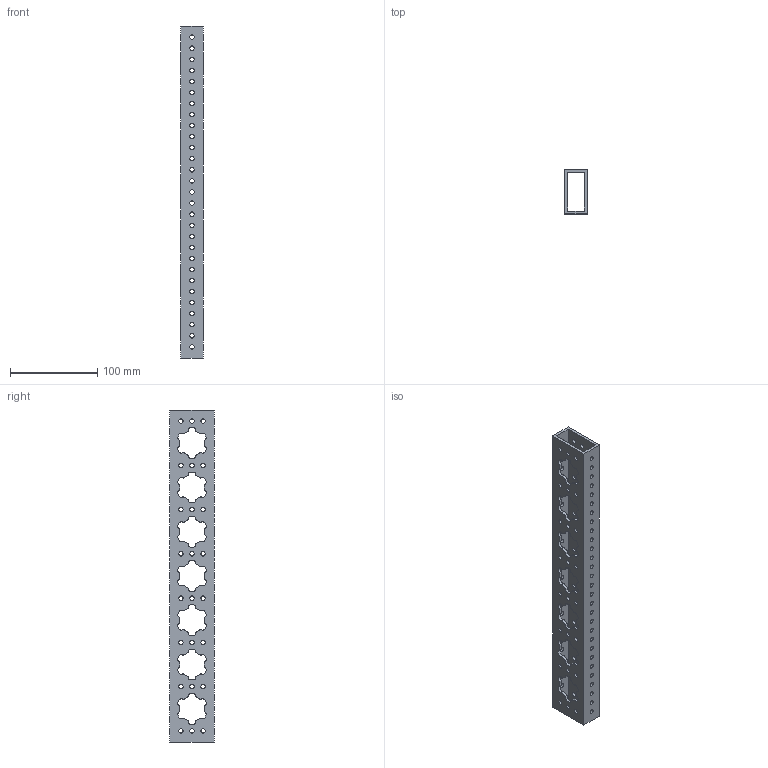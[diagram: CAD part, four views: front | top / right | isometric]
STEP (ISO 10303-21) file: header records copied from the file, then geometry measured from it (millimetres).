
FILE_DESCRIPTION (( 'STEP AP203' ), '1' );
FILE_NAME ('REV-21-3564.STEP', '2024-09-18T19:50:38', ( '' ), ( '' ), 'SwSTEP 2.0', 'SolidWorks 2022', '' );
FILE_SCHEMA (( 'CONFIG_CONTROL_DESIGN' ));
Length unit declared in the file: millimetre
Products named in the file (1): REV-21-3564
Bounding box: 25.4 x 50.8 x 381 mm (x, y, z)
Volume: 126641.5 mm3; surface area: 91242.6 mm2
Topology: 1 solids, 1 shells, 796 faces, 2382 edges, 1588 vertices
Faces by surface type: cylinder 786, plane 10
Entity records: 28359 total; most frequent: DIRECTION 5548, CARTESIAN_POINT 4767, ORIENTED_EDGE 4764, EDGE_CURVE 2382, AXIS2_PLACEMENT_3D 2369, VERTEX_POINT 1588, CIRCLE 1572, EDGE_LOOP 1038
